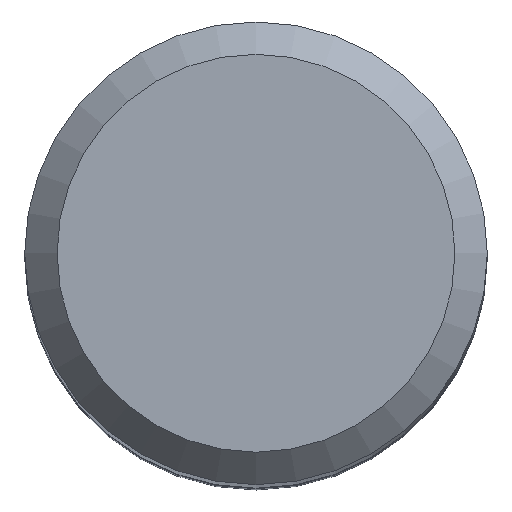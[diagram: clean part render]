
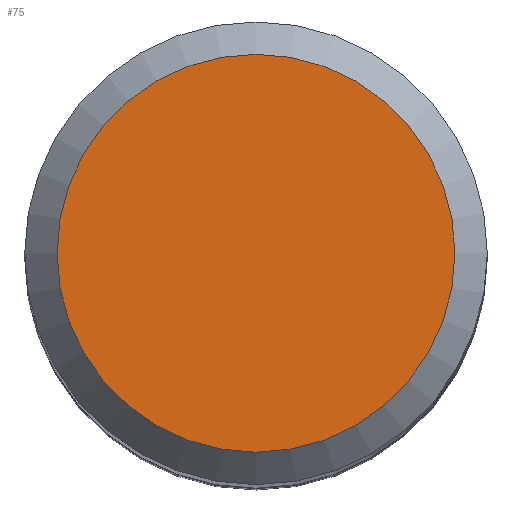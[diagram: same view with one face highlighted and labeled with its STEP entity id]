
A CAD part, top view. The second image highlights one B-rep face of the part: STEP entity #75.
In plain terms, the highlighted planar face has unit normal (0, 0, 1).
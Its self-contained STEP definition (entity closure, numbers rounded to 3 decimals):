
#55=PLANE('',#198);
#75=ADVANCED_FACE('',(#84),#55,.T.);
#84=FACE_OUTER_BOUND('',#92,.T.);
#92=EDGE_LOOP('',(#108));
#108=ORIENTED_EDGE('',*,*,#128,.F.);
#120=VERTEX_POINT('',#281);
#128=EDGE_CURVE('',#120,#120,#136,.T.);
#136=CIRCLE('',#195,4.3);
#195=AXIS2_PLACEMENT_3D('',#280,#226,#227);
#198=AXIS2_PLACEMENT_3D('',#285,#232,#233);
#226=DIRECTION('',(0.,0.,-1.));
#227=DIRECTION('',(-1.,0.,0.));
#232=DIRECTION('',(0.,0.,1.));
#233=DIRECTION('',(1.,0.,0.));
#280=CARTESIAN_POINT('',(0.,0.,0.));
#281=CARTESIAN_POINT('',(-4.3,0.,0.));
#285=CARTESIAN_POINT('',(4.3,0.,0.));
